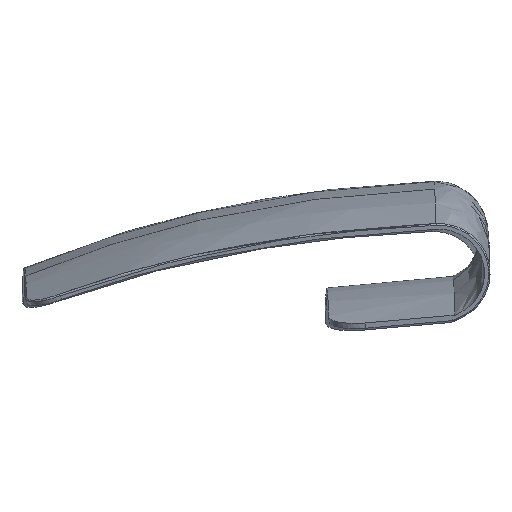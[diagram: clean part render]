
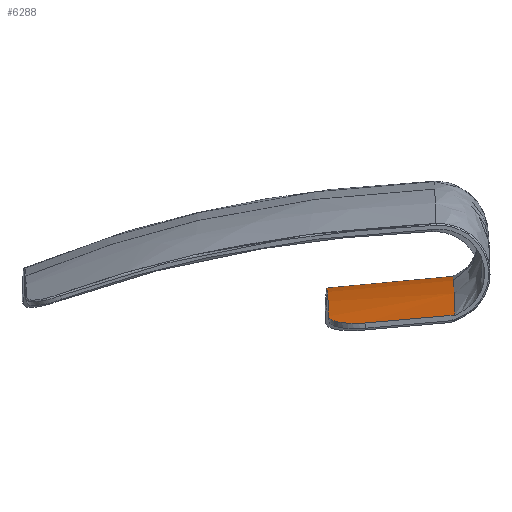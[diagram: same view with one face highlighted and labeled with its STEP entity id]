
A CAD part, left-side view. The second image highlights one B-rep face of the part: STEP entity #6288.
In plain terms, the highlighted conical face has half-angle 5.257 degrees and reference radius 123.916 mm.
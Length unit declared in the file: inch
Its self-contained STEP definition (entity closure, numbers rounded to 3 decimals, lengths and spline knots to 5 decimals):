
#1731 = ORIENTED_EDGE ( 'NONE', *, *, #6362, .F. ) ;
#1740 = ORIENTED_EDGE ( 'NONE', *, *, #6373, .F. ) ;
#5033 = CARTESIAN_POINT ( 'NONE',  ( 1.41659, 5.23743, 4.65971 ) ) ;
#5034 = LINE ( 'NONE', #5033, #5081 ) ;
#5035 = CARTESIAN_POINT ( 'NONE',  ( 1.4408, 4.55135, 4.72002 ) ) ;
#5036 = DIRECTION ( 'NONE',  ( 1., 0.008, 0. ) ) ;
#5037 = DIRECTION ( 'NONE',  ( -0.008, 1., 0. ) ) ;
#5038 = AXIS2_PLACEMENT_3D ( 'NONE', #5054, #5037, #5036 ) ;
#5039 = CIRCLE ( 'NONE', #5038, 4.94173 ) ;
#5054 = CARTESIAN_POINT ( 'NONE',  ( -0.02257, 4.53959, -0.00005 ) ) ;
#5055 = DIRECTION ( 'NONE',  ( -0.018, -0.996, 0.088 ) ) ;
#5056 = VECTOR ( 'NONE', #5055, 39.37008 ) ;
#5057 = CARTESIAN_POINT ( 'NONE',  ( -1.43602, 5.2145, 4.67094 ) ) ;
#5058 = LINE ( 'NONE', #5057, #5056 ) ;
#5059 = CARTESIAN_POINT ( 'NONE',  ( -1.44873, 4.52813, 4.7314 ) ) ;
#5080 = DIRECTION ( 'NONE',  ( -0.035, 0.996, -0.088 ) ) ;
#5081 = VECTOR ( 'NONE', #5080, 39.37008 ) ;
#5237 = CONICAL_SURFACE ( 'NONE', #5273, 4.87859, 0.092 ) ;
#5238 = FACE_OUTER_BOUND ( 'NONE', #6289, .T. ) ;
#5240 = CARTESIAN_POINT ( 'NONE',  ( -0.02808, 5.22582, -0.00005 ) ) ;
#5271 = DIRECTION ( 'NONE',  ( 1., 0.008, 0. ) ) ;
#5272 = DIRECTION ( 'NONE',  ( 0.008, -1., 0. ) ) ;
#5273 = AXIS2_PLACEMENT_3D ( 'NONE', #5240, #5272, #5271 ) ;
#5547 = CARTESIAN_POINT ( 'NONE',  ( -0.0944, 5.22528, 4.87808 ) ) ;
#5552 = CARTESIAN_POINT ( 'NONE',  ( 0.08069, 5.22669, 4.87732 ) ) ;
#5682 = CIRCLE ( 'NONE', #5698, 4.87859 ) ;
#5695 = DIRECTION ( 'NONE',  ( 1., 0.008, 0. ) ) ;
#5696 = DIRECTION ( 'NONE',  ( -0.008, 1., 0. ) ) ;
#5697 = CARTESIAN_POINT ( 'NONE',  ( -0.02808, 5.22582, -0.00005 ) ) ;
#5698 = AXIS2_PLACEMENT_3D ( 'NONE', #5697, #5696, #5695 ) ;
#5699 = CARTESIAN_POINT ( 'NONE',  ( 1.311, 5.21646, 4.69314 ) ) ;
#5700 = CARTESIAN_POINT ( 'NONE',  ( 1.29332, 5.2238, 4.6974 ) ) ;
#5701 = CARTESIAN_POINT ( 'NONE',  ( 1.28725, 5.22597, 4.69889 ) ) ;
#5702 = CARTESIAN_POINT ( 'NONE',  ( 1.27506, 5.22965, 4.70191 ) ) ;
#5703 = CARTESIAN_POINT ( 'NONE',  ( 1.26891, 5.23117, 4.70346 ) ) ;
#5704 = CARTESIAN_POINT ( 'NONE',  ( 1.25036, 5.2348, 4.70818 ) ) ;
#5705 = CARTESIAN_POINT ( 'NONE',  ( 1.23781, 5.23599, 4.71144 ) ) ;
#5706 = CARTESIAN_POINT ( 'NONE',  ( 1.22508, 5.23589, 4.71483 ) ) ;
#5709 = CARTESIAN_POINT ( 'NONE',  ( 1.4236, 5.03869, 4.67718 ) ) ;
#5710 = B_SPLINE_CURVE_WITH_KNOTS ( 'NONE', 3,
 ( #5706, #5705, #5704, #5703, #5702, #5701, #5700, #5699, #5759, #5758, #5757, #5756, #5755, #5754, #5753, #5752, #5751, #5750, #5749, #5748 ),
 .UNSPECIFIED., .F., .F.,
 ( 4, 2, 2, 2, 2, 2, 2, 2, 2, 4 ),
 ( 0., 0.00099, 0.00148, 0.00198, 0.00297, 0.00396, 0.00495, 0.00594, 0.00693, 0.00792 ),
 .UNSPECIFIED. ) ;
#5748 = CARTESIAN_POINT ( 'NONE',  ( 1.4236, 5.03869, 4.67718 ) ) ;
#5749 = CARTESIAN_POINT ( 'NONE',  ( 1.42314, 5.05181, 4.67603 ) ) ;
#5750 = CARTESIAN_POINT ( 'NONE',  ( 1.42145, 5.06477, 4.67527 ) ) ;
#5751 = CARTESIAN_POINT ( 'NONE',  ( 1.41563, 5.09041, 4.67453 ) ) ;
#5752 = CARTESIAN_POINT ( 'NONE',  ( 1.41154, 5.10286, 4.67456 ) ) ;
#5753 = CARTESIAN_POINT ( 'NONE',  ( 1.40119, 5.12668, 4.67538 ) ) ;
#5754 = CARTESIAN_POINT ( 'NONE',  ( 1.39486, 5.13819, 4.67617 ) ) ;
#5755 = CARTESIAN_POINT ( 'NONE',  ( 1.38016, 5.15978, 4.67848 ) ) ;
#5756 = CARTESIAN_POINT ( 'NONE',  ( 1.37191, 5.16971, 4.67997 ) ) ;
#5757 = CARTESIAN_POINT ( 'NONE',  ( 1.35364, 5.1879, 4.68359 ) ) ;
#5758 = CARTESIAN_POINT ( 'NONE',  ( 1.34351, 5.19621, 4.68575 ) ) ;
#5759 = CARTESIAN_POINT ( 'NONE',  ( 1.32221, 5.21045, 4.69052 ) ) ;
#5804 = CARTESIAN_POINT ( 'NONE',  ( -1.24408, 5.21604, 4.72455 ) ) ;
#5810 = CARTESIAN_POINT ( 'NONE',  ( 1.22508, 5.23589, 4.71483 ) ) ;
#5826 = CARTESIAN_POINT ( 'NONE',  ( -0.04472, 5.20622, 4.8803 ) ) ;
#5827 = CARTESIAN_POINT ( 'NONE',  ( -0.0669, 5.21199, 4.87965 ) ) ;
#5828 = CARTESIAN_POINT ( 'NONE',  ( -0.081, 5.21768, 4.87897 ) ) ;
#5829 = B_SPLINE_CURVE_WITH_KNOTS ( 'NONE', 3,
 ( #5547, #5828, #5827, #5826, #5880, #5879, #5878, #5877, #5876, #5875, #5874, #5873 ),
 .UNSPECIFIED., .F., .F.,
 ( 4, 2, 2, 2, 2, 4 ),
 ( 0., 0.00116, 0.00174, 0.00232, 0.00348, 0.00464 ),
 .UNSPECIFIED. ) ;
#5852 = CIRCLE ( 'NONE', #5903, 4.87859 ) ;
#5858 = CARTESIAN_POINT ( 'NONE',  ( -0.02808, 5.22582, -0.00005 ) ) ;
#5873 = CARTESIAN_POINT ( 'NONE',  ( 0.08069, 5.22669, 4.87732 ) ) ;
#5874 = CARTESIAN_POINT ( 'NONE',  ( 0.06742, 5.21888, 4.87833 ) ) ;
#5875 = CARTESIAN_POINT ( 'NONE',  ( 0.05329, 5.21291, 4.87913 ) ) ;
#5876 = CARTESIAN_POINT ( 'NONE',  ( 0.02395, 5.20479, 4.88025 ) ) ;
#5877 = CARTESIAN_POINT ( 'NONE',  ( 0.00851, 5.20263, 4.88058 ) ) ;
#5878 = CARTESIAN_POINT ( 'NONE',  ( -0.01432, 5.20245, 4.88068 ) ) ;
#5879 = CARTESIAN_POINT ( 'NONE',  ( -0.02192, 5.20289, 4.88065 ) ) ;
#5880 = CARTESIAN_POINT ( 'NONE',  ( -0.03711, 5.20476, 4.88046 ) ) ;
#5901 = DIRECTION ( 'NONE',  ( 1., 0.008, 0. ) ) ;
#5902 = DIRECTION ( 'NONE',  ( -0.008, 1., 0. ) ) ;
#5903 = AXIS2_PLACEMENT_3D ( 'NONE', #5858, #5902, #5901 ) ;
#5904 = CARTESIAN_POINT ( 'NONE',  ( -0.0944, 5.22528, 4.87808 ) ) ;
#5966 = CARTESIAN_POINT ( 'NONE',  ( -1.4397, 5.01568, 4.68846 ) ) ;
#5992 = CARTESIAN_POINT ( 'NONE',  ( -1.26947, 5.21455, 4.71808 ) ) ;
#5993 = CARTESIAN_POINT ( 'NONE',  ( -1.29447, 5.20922, 4.71191 ) ) ;
#5994 = CARTESIAN_POINT ( 'NONE',  ( -1.30663, 5.20531, 4.70898 ) ) ;
#5995 = CARTESIAN_POINT ( 'NONE',  ( -1.32993, 5.19519, 4.70351 ) ) ;
#5996 = CARTESIAN_POINT ( 'NONE',  ( -1.34121, 5.18891, 4.70095 ) ) ;
#5997 = CARTESIAN_POINT ( 'NONE',  ( -1.36242, 5.17421, 4.69633 ) ) ;
#5998 = CARTESIAN_POINT ( 'NONE',  ( -1.37221, 5.1659, 4.6943 ) ) ;
#5999 = CARTESIAN_POINT ( 'NONE',  ( -1.39019, 5.14741, 4.69083 ) ) ;
#6000 = CARTESIAN_POINT ( 'NONE',  ( -1.39845, 5.13711, 4.68938 ) ) ;
#6001 = CARTESIAN_POINT ( 'NONE',  ( -1.4127, 5.1154, 4.68721 ) ) ;
#6002 = CARTESIAN_POINT ( 'NONE',  ( -1.41877, 5.10393, 4.68647 ) ) ;
#6003 = CARTESIAN_POINT ( 'NONE',  ( -1.42628, 5.08583, 4.68592 ) ) ;
#6004 = CARTESIAN_POINT ( 'NONE',  ( -1.42852, 5.0796, 4.68583 ) ) ;
#6005 = CARTESIAN_POINT ( 'NONE',  ( -1.43238, 5.06709, 4.68585 ) ) ;
#6006 = CARTESIAN_POINT ( 'NONE',  ( -1.434, 5.06079, 4.68595 ) ) ;
#6007 = CARTESIAN_POINT ( 'NONE',  ( -1.43799, 5.04172, 4.68654 ) ) ;
#6010 = CARTESIAN_POINT ( 'NONE',  ( -1.43946, 5.0288, 4.6873 ) ) ;
#6011 = CARTESIAN_POINT ( 'NONE',  ( -1.4397, 5.01568, 4.68846 ) ) ;
#6012 = B_SPLINE_CURVE_WITH_KNOTS ( 'NONE', 3,
 ( #6011, #6010, #6007, #6006, #6005, #6004, #6003, #6002, #6001, #6000, #5999, #5998, #5997, #5996, #5995, #5994, #5993, #5992, #6051, #6050 ),
 .UNSPECIFIED., .F., .F.,
 ( 4, 2, 2, 2, 2, 2, 2, 2, 2, 4 ),
 ( 0., 0.00099, 0.00148, 0.00198, 0.00297, 0.00396, 0.00495, 0.00594, 0.00693, 0.00792 ),
 .UNSPECIFIED. ) ;
#6050 = CARTESIAN_POINT ( 'NONE',  ( -1.24408, 5.21604, 4.72455 ) ) ;
#6051 = CARTESIAN_POINT ( 'NONE',  ( -1.25684, 5.21594, 4.72127 ) ) ;
#6261 = ORIENTED_EDGE ( 'NONE', *, *, #6402, .F. ) ;
#6262 = ORIENTED_EDGE ( 'NONE', *, *, #6263, .T. ) ;
#6263 = EDGE_CURVE ( 'NONE', #6395, #6264, #5058, .T. ) ;
#6264 = VERTEX_POINT ( 'NONE', #5059 ) ;
#6265 = ORIENTED_EDGE ( 'NONE', *, *, #6266, .T. ) ;
#6266 = EDGE_CURVE ( 'NONE', #6264, #6267, #5039, .T. ) ;
#6267 = VERTEX_POINT ( 'NONE', #5035 ) ;
#6268 = ORIENTED_EDGE ( 'NONE', *, *, #6269, .T. ) ;
#6269 = EDGE_CURVE ( 'NONE', #6267, #6324, #5034, .T. ) ;
#6270 = ORIENTED_EDGE ( 'NONE', *, *, #6323, .F. ) ;
#6271 = ORIENTED_EDGE ( 'NONE', *, *, #6318, .F. ) ;
#6288 = ADVANCED_FACE ( 'NONE', ( #5238 ), #5237, .T. ) ;
#6289 = EDGE_LOOP ( 'NONE', ( #1731, #1740, #6261, #6262, #6265, #6268, #6270, #6271 ) ) ;
#6318 = EDGE_CURVE ( 'NONE', #6360, #6344, #5682, .T. ) ;
#6323 = EDGE_CURVE ( 'NONE', #6344, #6324, #5710, .T. ) ;
#6324 = VERTEX_POINT ( 'NONE', #5709 ) ;
#6344 = VERTEX_POINT ( 'NONE', #5810 ) ;
#6348 = VERTEX_POINT ( 'NONE', #5804 ) ;
#6360 = VERTEX_POINT ( 'NONE', #5552 ) ;
#6362 = EDGE_CURVE ( 'NONE', #6374, #6360, #5829, .T. ) ;
#6373 = EDGE_CURVE ( 'NONE', #6348, #6374, #5852, .T. ) ;
#6374 = VERTEX_POINT ( 'NONE', #5904 ) ;
#6395 = VERTEX_POINT ( 'NONE', #5966 ) ;
#6402 = EDGE_CURVE ( 'NONE', #6395, #6348, #6012, .T. ) ;
